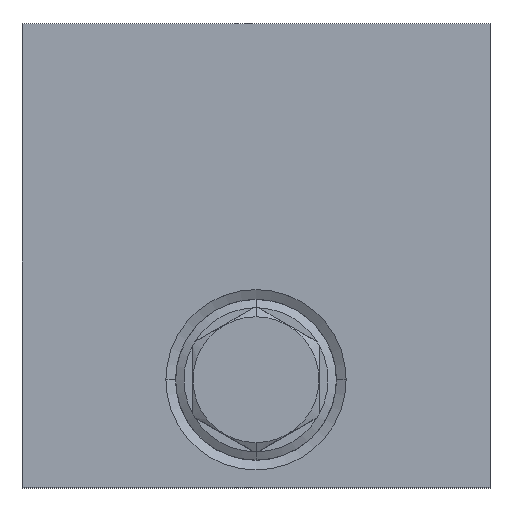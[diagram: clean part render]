
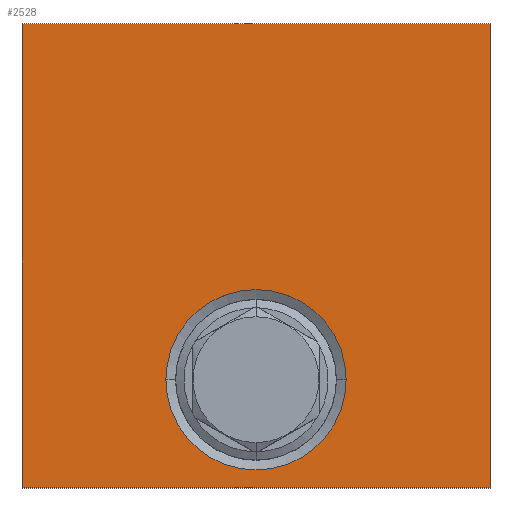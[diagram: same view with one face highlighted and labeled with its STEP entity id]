
A CAD part, top view. The second image highlights one B-rep face of the part: STEP entity #2528.
In plain terms, the highlighted planar face has unit normal (0, 0, 1).
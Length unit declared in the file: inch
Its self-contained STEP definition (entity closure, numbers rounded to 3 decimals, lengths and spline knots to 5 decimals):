
#173=DIRECTION('',(0.,-1.,0.));
#174=VECTOR('',#173,5.938);
#175=CARTESIAN_POINT('',(0.,0.,7.375));
#176=LINE('',#175,#174);
#177=DIRECTION('',(-1.,0.,0.));
#178=VECTOR('',#177,6.);
#179=CARTESIAN_POINT('',(6.,0.,7.375));
#180=LINE('',#179,#178);
#181=DIRECTION('',(0.,1.,0.));
#182=VECTOR('',#181,5.938);
#183=CARTESIAN_POINT('',(6.,-5.938,7.375));
#184=LINE('',#183,#182);
#185=DIRECTION('',(1.,0.,0.));
#186=VECTOR('',#185,6.);
#187=CARTESIAN_POINT('',(0.,-5.938,7.375));
#188=LINE('',#187,#186);
#189=CARTESIAN_POINT('',(3.,-4.562,7.375));
#190=DIRECTION('',(0.,0.,-1.));
#191=DIRECTION('',(-1.,0.,0.));
#192=AXIS2_PLACEMENT_3D('',#189,#190,#191);
#194=CARTESIAN_POINT('',(3.,-4.562,7.375));
#195=DIRECTION('',(0.,0.,-1.));
#196=DIRECTION('',(1.,0.,0.));
#197=AXIS2_PLACEMENT_3D('',#194,#195,#196);
#2007=CARTESIAN_POINT('',(0.,0.,7.375));
#2008=CARTESIAN_POINT('',(0.,-5.938,7.375));
#2009=VERTEX_POINT('',#2007);
#2010=VERTEX_POINT('',#2008);
#2011=CARTESIAN_POINT('',(6.,-5.938,7.375));
#2012=VERTEX_POINT('',#2011);
#2013=CARTESIAN_POINT('',(6.,0.,7.375));
#2014=VERTEX_POINT('',#2013);
#2337=CARTESIAN_POINT('',(1.844,-4.562,7.375));
#2338=CARTESIAN_POINT('',(4.156,-4.562,7.375));
#2339=VERTEX_POINT('',#2337);
#2340=VERTEX_POINT('',#2338);
#2511=CARTESIAN_POINT('',(0.,0.,7.375));
#2512=DIRECTION('',(0.,0.,1.));
#2513=DIRECTION('',(1.,0.,0.));
#2514=AXIS2_PLACEMENT_3D('',#2511,#2512,#2513);
#2515=PLANE('',#2514);
#2516=ORIENTED_EDGE('',*,*,#2385,.F.);
#2517=ORIENTED_EDGE('',*,*,#2412,.F.);
#2518=ORIENTED_EDGE('',*,*,#2456,.F.);
#2519=ORIENTED_EDGE('',*,*,#2475,.F.);
#2520=EDGE_LOOP('',(#2516,#2517,#2518,#2519));
#2521=FACE_OUTER_BOUND('',#2520,.F.);
#2523=ORIENTED_EDGE('',*,*,#2522,.F.);
#2525=ORIENTED_EDGE('',*,*,#2524,.F.);
#2526=EDGE_LOOP('',(#2523,#2525));
#2527=FACE_BOUND('',#2526,.F.);
#2528=ADVANCED_FACE('',(#2521,#2527),#2515,.T.);
#193=CIRCLE('',#192,1.156);
#198=CIRCLE('',#197,1.156);
#2385=EDGE_CURVE('',#2009,#2010,#176,.T.);
#2412=EDGE_CURVE('',#2014,#2009,#180,.T.);
#2456=EDGE_CURVE('',#2012,#2014,#184,.T.);
#2475=EDGE_CURVE('',#2010,#2012,#188,.T.);
#2522=EDGE_CURVE('',#2339,#2340,#193,.T.);
#2524=EDGE_CURVE('',#2340,#2339,#198,.T.);
